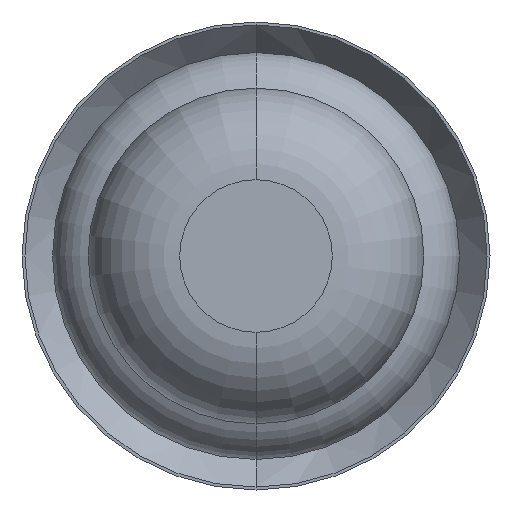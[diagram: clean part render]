
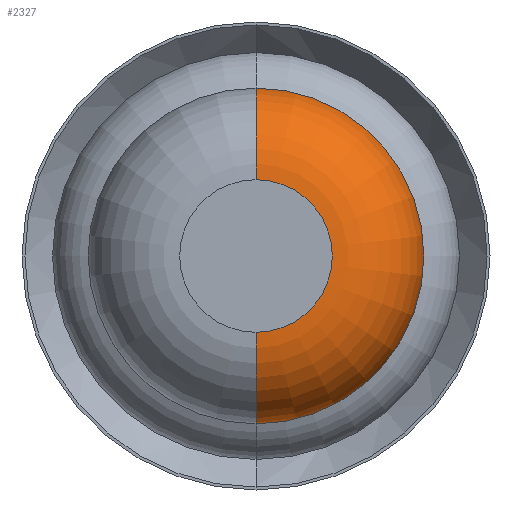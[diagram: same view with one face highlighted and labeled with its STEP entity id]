
A CAD part, front view. The second image highlights one B-rep face of the part: STEP entity #2327.
In plain terms, the highlighted toroidal (fillet/blend) face has major radius 0.375 mm and minor radius 0.45 mm.
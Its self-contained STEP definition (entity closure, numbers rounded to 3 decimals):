
#153 = AXIS2_PLACEMENT_3D ( 'NONE', #754, #5700, #3718 ) ;
#177 = CARTESIAN_POINT ( 'NONE',  ( 0., -26., 0.375 ) ) ;
#273 = DIRECTION ( 'NONE',  ( 0., 1., 0. ) ) ;
#346 = CARTESIAN_POINT ( 'NONE',  ( 0., -25.55, -0.375 ) ) ;
#754 = CARTESIAN_POINT ( 'NONE',  ( 0., -25.55, 0. ) ) ;
#810 = CARTESIAN_POINT ( 'NONE',  ( 0., -25.55, 0. ) ) ;
#871 = DIRECTION ( 'NONE',  ( 0., 0., -1. ) ) ;
#890 = EDGE_LOOP ( 'NONE', ( #6386, #3056, #4232, #2032 ) ) ;
#1420 = DIRECTION ( 'NONE',  ( 0., 0., 1. ) ) ;
#1448 = VERTEX_POINT ( 'NONE', #177 ) ;
#1474 = DIRECTION ( 'NONE',  ( -1., 0., 0. ) ) ;
#2032 = ORIENTED_EDGE ( 'NONE', *, *, #3972, .F. ) ;
#2327 = ADVANCED_FACE ( 'Defeature ausgef�hrt4_8', ( #5395 ), #5232, .T. ) ;
#2510 = EDGE_CURVE ( 'NONE', #4113, #4710, #5933, .T. ) ;
#2754 = CARTESIAN_POINT ( 'NONE',  ( 0., -25.55, 0.825 ) ) ;
#2915 = EDGE_CURVE ( 'Defeature ausgef�hrt4_9+Defeature ausgef�hrt4_8+Defeature ausgef�hrt4_8+Defeature ausgef�hrt4_8', #3000, #4710, #5545, .T. ) ;
#2956 = CIRCLE ( 'NONE', #6370, 0.45 ) ;
#3000 = VERTEX_POINT ( 'NONE', #2754 ) ;
#3013 = CIRCLE ( 'NONE', #4343, 0.375 ) ;
#3056 = ORIENTED_EDGE ( 'NONE', *, *, #2510, .T. ) ;
#3067 = AXIS2_PLACEMENT_3D ( 'NONE', #346, #3826, #871 ) ;
#3213 = AXIS2_PLACEMENT_3D ( 'NONE', #810, #273, #3219 ) ;
#3219 = DIRECTION ( 'NONE',  ( 0., 0., 1. ) ) ;
#3718 = DIRECTION ( 'NONE',  ( 0., 0., 1. ) ) ;
#3720 = DIRECTION ( 'NONE',  ( 0., 1., 0. ) ) ;
#3826 = DIRECTION ( 'NONE',  ( 1., 0., 0. ) ) ;
#3972 = EDGE_CURVE ( 'NONE', #1448, #3000, #2956, .T. ) ;
#4113 = VERTEX_POINT ( 'NONE', #5606 ) ;
#4137 = CARTESIAN_POINT ( 'NONE',  ( 0., -25.55, -0.825 ) ) ;
#4232 = ORIENTED_EDGE ( 'NONE', *, *, #2915, .F. ) ;
#4343 = AXIS2_PLACEMENT_3D ( 'NONE', #5702, #3720, #5209 ) ;
#4451 = CARTESIAN_POINT ( 'NONE',  ( 0., -25.55, 0.375 ) ) ;
#4710 = VERTEX_POINT ( 'NONE', #4137 ) ;
#5082 = EDGE_CURVE ( 'Defeature ausgef�hrt4_8+Defeature ausgef�hrt4_7+Defeature ausgef�hrt4_7+Defeature ausgef�hrt4_7', #1448, #4113, #3013, .T. ) ;
#5209 = DIRECTION ( 'NONE',  ( 0., 0., 1. ) ) ;
#5232 = TOROIDAL_SURFACE ( 'NONE', #153, 0.375, 0.45 ) ;
#5395 = FACE_OUTER_BOUND ( 'NONE', #890, .T. ) ;
#5545 = CIRCLE ( 'NONE', #3213, 0.825 ) ;
#5606 = CARTESIAN_POINT ( 'NONE',  ( 0., -26., -0.375 ) ) ;
#5700 = DIRECTION ( 'NONE',  ( 0., 1., 0. ) ) ;
#5702 = CARTESIAN_POINT ( 'NONE',  ( 0., -26., 0. ) ) ;
#5933 = CIRCLE ( 'NONE', #3067, 0.45 ) ;
#6370 = AXIS2_PLACEMENT_3D ( 'NONE', #4451, #1474, #1420 ) ;
#6386 = ORIENTED_EDGE ( 'NONE', *, *, #5082, .T. ) ;
